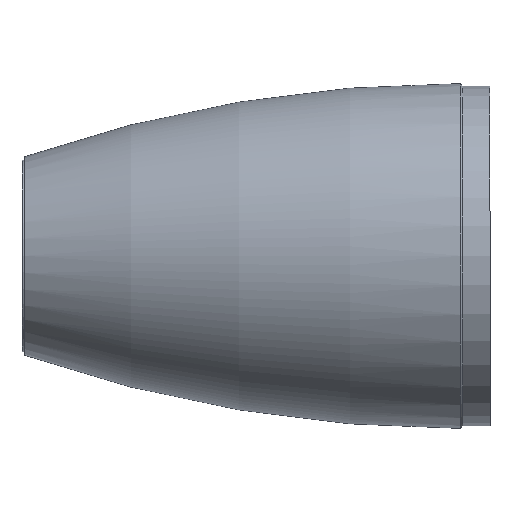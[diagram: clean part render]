
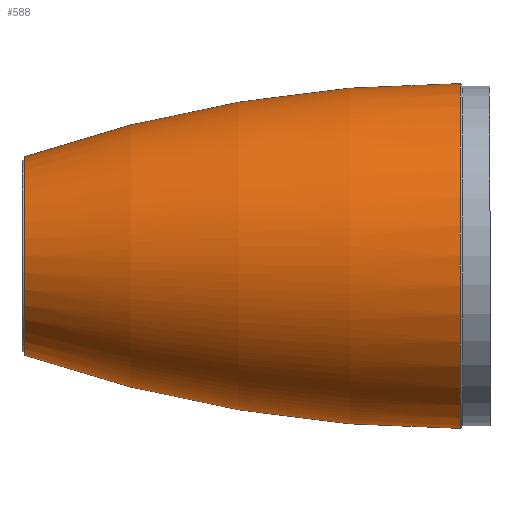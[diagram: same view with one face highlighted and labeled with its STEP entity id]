
A CAD part, top view. The second image highlights one B-rep face of the part: STEP entity #588.
In plain terms, the highlighted toroidal (fillet/blend) face has major radius 542.388 mm and minor radius 622.905 mm.
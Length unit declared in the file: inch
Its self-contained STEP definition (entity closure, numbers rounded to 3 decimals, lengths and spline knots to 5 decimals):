
#75 = DIRECTION ( 'NONE',  ( 1., 0., 0. ) ) ;
#80 = FACE_OUTER_BOUND ( 'NONE', #171, .T. ) ;
#134 = CARTESIAN_POINT ( 'NONE',  ( 0., 3.17, 0. ) ) ;
#157 = DIRECTION ( 'NONE',  ( 1., 0., 0. ) ) ;
#169 = DIRECTION ( 'NONE',  ( 0., 0., -1. ) ) ;
#171 = EDGE_LOOP ( 'NONE', ( #605, #404, #413, #392 ) ) ;
#203 = CIRCLE ( 'NONE', #264, 24.52384 ) ;
#214 = CIRCLE ( 'NONE', #306, 3.17 ) ;
#250 = EDGE_CURVE ( 'NONE', #574, #320, #528, .T. ) ;
#263 = CIRCLE ( 'NONE', #409, 1.825 ) ;
#264 = AXIS2_PLACEMENT_3D ( 'NONE', #307, #169, #643 ) ;
#288 = DIRECTION ( 'NONE',  ( 0., -1., 0. ) ) ;
#290 = VERTEX_POINT ( 'NONE', #435 ) ;
#306 = AXIS2_PLACEMENT_3D ( 'NONE', #341, #157, #625 ) ;
#307 = CARTESIAN_POINT ( 'NONE',  ( 0., -21.35384, 0. ) ) ;
#320 = VERTEX_POINT ( 'NONE', #740 ) ;
#332 = CARTESIAN_POINT ( 'NONE',  ( -8.01, 0., 0. ) ) ;
#341 = CARTESIAN_POINT ( 'NONE',  ( 0., 0., 0. ) ) ;
#356 = DIRECTION ( 'NONE',  ( 1., 0., 0. ) ) ;
#364 = EDGE_CURVE ( 'NONE', #290, #574, #263, .T. ) ;
#375 = EDGE_CURVE ( 'NONE', #290, #522, #203, .T. ) ;
#392 = ORIENTED_EDGE ( 'NONE', *, *, #375, .F. ) ;
#404 = ORIENTED_EDGE ( 'NONE', *, *, #250, .T. ) ;
#409 = AXIS2_PLACEMENT_3D ( 'NONE', #332, #75, #699 ) ;
#413 = ORIENTED_EDGE ( 'NONE', *, *, #717, .F. ) ;
#435 = CARTESIAN_POINT ( 'NONE',  ( -8.01, 1.825, 0. ) ) ;
#451 = CARTESIAN_POINT ( 'NONE',  ( 0., 21.35384, 0. ) ) ;
#484 = AXIS2_PLACEMENT_3D ( 'NONE', #533, #356, #708 ) ;
#522 = VERTEX_POINT ( 'NONE', #134 ) ;
#528 = CIRCLE ( 'NONE', #622, 24.52384 ) ;
#533 = CARTESIAN_POINT ( 'NONE',  ( 0., 0., 0. ) ) ;
#574 = VERTEX_POINT ( 'NONE', #668 ) ;
#588 = ADVANCED_FACE ( 'NONE', ( #80 ), #645, .T. ) ;
#605 = ORIENTED_EDGE ( 'NONE', *, *, #364, .T. ) ;
#622 = AXIS2_PLACEMENT_3D ( 'NONE', #451, #630, #288 ) ;
#625 = DIRECTION ( 'NONE',  ( 0., 1., 0. ) ) ;
#630 = DIRECTION ( 'NONE',  ( 0., 0., 1. ) ) ;
#643 = DIRECTION ( 'NONE',  ( -1., 0., 0. ) ) ;
#645 = TOROIDAL_SURFACE ( 'NONE', #484, -21.35384, 24.52384 ) ;
#668 = CARTESIAN_POINT ( 'NONE',  ( -8.01, -1.825, 0. ) ) ;
#699 = DIRECTION ( 'NONE',  ( 0., 1., 0. ) ) ;
#708 = DIRECTION ( 'NONE',  ( 0., 1., 0. ) ) ;
#717 = EDGE_CURVE ( 'NONE', #522, #320, #214, .T. ) ;
#740 = CARTESIAN_POINT ( 'NONE',  ( 0., -3.17, 0. ) ) ;
